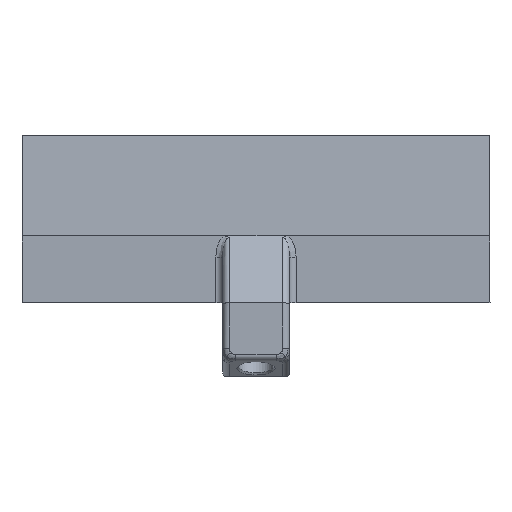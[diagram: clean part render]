
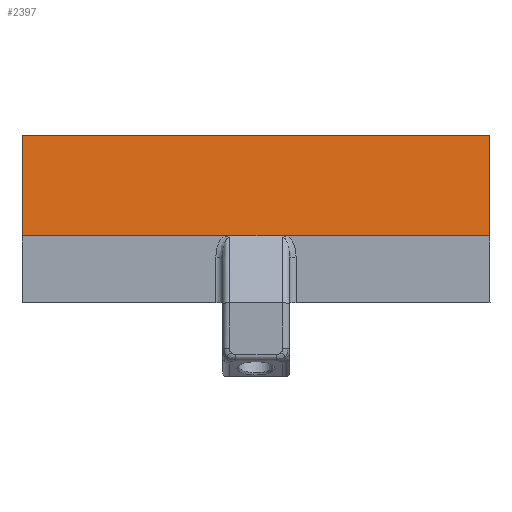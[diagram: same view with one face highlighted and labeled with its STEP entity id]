
A CAD part, top view. The second image highlights one B-rep face of the part: STEP entity #2397.
In plain terms, the highlighted planar face has unit normal (0, 0.072, 0.997).
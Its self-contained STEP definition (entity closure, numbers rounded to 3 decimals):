
#90=PLANE('',#2528);
#128=LINE('',#3691,#339);
#170=LINE('',#3942,#381);
#308=LINE('',#4944,#519);
#309=LINE('',#4946,#520);
#311=LINE('',#4950,#522);
#312=LINE('',#4952,#523);
#339=VECTOR('',#2667,10.);
#381=VECTOR('',#2711,10.);
#519=VECTOR('',#2965,10.);
#520=VECTOR('',#2968,10.);
#522=VECTOR('',#2972,10.);
#523=VECTOR('',#2975,10.);
#663=FACE_OUTER_BOUND('',#802,.T.);
#802=EDGE_LOOP('',(#2202,#2203,#2204,#2205,#2206,#2207));
#962=VERTEX_POINT('',#3493);
#968=VERTEX_POINT('',#3545);
#985=VERTEX_POINT('',#3688);
#986=VERTEX_POINT('',#3690);
#1160=VERTEX_POINT('',#4942);
#1161=VERTEX_POINT('',#4948);
#1241=EDGE_CURVE('',#985,#986,#128,.T.);
#1311=EDGE_CURVE('',#962,#968,#170,.T.);
#1507=EDGE_CURVE('',#1160,#985,#308,.T.);
#1508=EDGE_CURVE('',#1160,#962,#309,.T.);
#1510=EDGE_CURVE('',#968,#1161,#311,.T.);
#1511=EDGE_CURVE('',#986,#1161,#312,.T.);
#2202=ORIENTED_EDGE('',*,*,#1508,.T.);
#2203=ORIENTED_EDGE('',*,*,#1311,.T.);
#2204=ORIENTED_EDGE('',*,*,#1510,.T.);
#2205=ORIENTED_EDGE('',*,*,#1511,.F.);
#2206=ORIENTED_EDGE('',*,*,#1241,.F.);
#2207=ORIENTED_EDGE('',*,*,#1507,.F.);
#2397=ADVANCED_FACE('',(#663),#90,.T.);
#2528=AXIS2_PLACEMENT_3D('',#4951,#2973,#2974);
#2667=DIRECTION('',(1.,0.,0.));
#2711=DIRECTION('',(1.,0.,0.));
#2965=DIRECTION('',(0.,0.997,-0.072));
#2968=DIRECTION('',(1.,0.,0.));
#2972=DIRECTION('',(1.,0.,0.));
#2973=DIRECTION('center_axis',(0.,0.072,0.997));
#2974=DIRECTION('ref_axis',(0.,-0.997,0.072));
#2975=DIRECTION('',(0.,-0.997,0.072));
#3493=CARTESIAN_POINT('',(-4.831,21.,1.08));
#3545=CARTESIAN_POINT('',(4.831,21.,1.08));
#3688=CARTESIAN_POINT('',(-35.,36.,0.));
#3690=CARTESIAN_POINT('',(35.,36.,0.));
#3691=CARTESIAN_POINT('',(0.,36.,0.));
#3942=CARTESIAN_POINT('',(0.,21.,1.08));
#4942=CARTESIAN_POINT('',(-35.,21.,1.08));
#4944=CARTESIAN_POINT('',(-35.,21.,1.08));
#4946=CARTESIAN_POINT('',(0.,21.,1.08));
#4948=CARTESIAN_POINT('',(35.,21.,1.08));
#4950=CARTESIAN_POINT('',(0.,21.,1.08));
#4951=CARTESIAN_POINT('Origin',(0.,36.,0.));
#4952=CARTESIAN_POINT('',(35.,21.,1.08));
